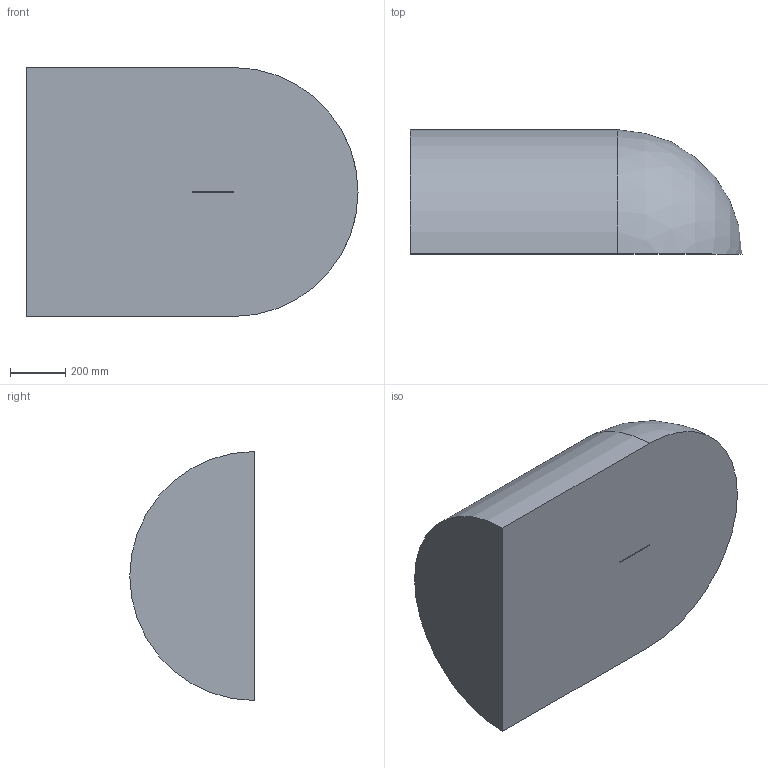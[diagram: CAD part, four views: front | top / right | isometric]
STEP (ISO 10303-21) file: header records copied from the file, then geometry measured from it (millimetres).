
FILE_DESCRIPTION(/* description */ (''),/* implementation_level */ '2;1');
FILE_NAME(/* name */ 'CFDfinAirSTEP.stp',/* time_stamp */ '2025-07-09T23:19:42-06:00',/* author */ (''),/* organization */ (''),/* preprocessor_version */ 'ST-DEVELOPER v20',/* originating_system */ 'SIEMENS PLM Software NX2312.9162',/* authorisation */ '');
FILE_SCHEMA (('AUTOMOTIVE_DESIGN { 1 0 10303 214 3 1 1 1 }'));
Length unit declared in the file: millimetre
Products named in the file (1): CFDfinAir
Bounding box: 1200 x 450 x 900 mm (x, y, z)
Volume: 333934319 mm3; surface area: 3045965.4 mm2
Topology: 1 solids, 1 shells, 9 faces, 20 edges, 13 vertices
Faces by surface type: plane 7, sphere 1, cylinder 1
Entity records: 259 total; most frequent: DIRECTION 41, CARTESIAN_POINT 40, ORIENTED_EDGE 36, EDGE_CURVE 18, LINE 15, VECTOR 15, AXIS2_PLACEMENT_3D 13, VERTEX_POINT 12
